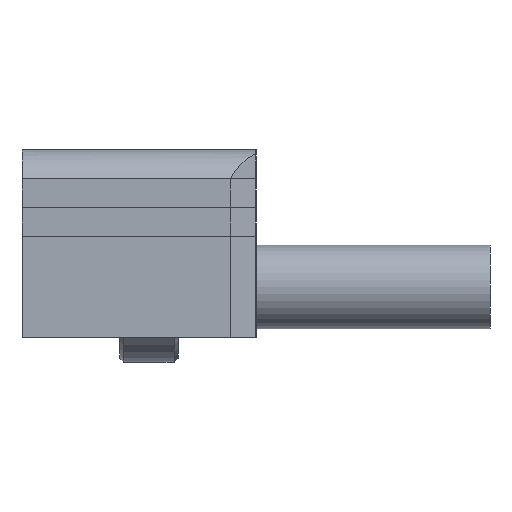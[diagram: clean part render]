
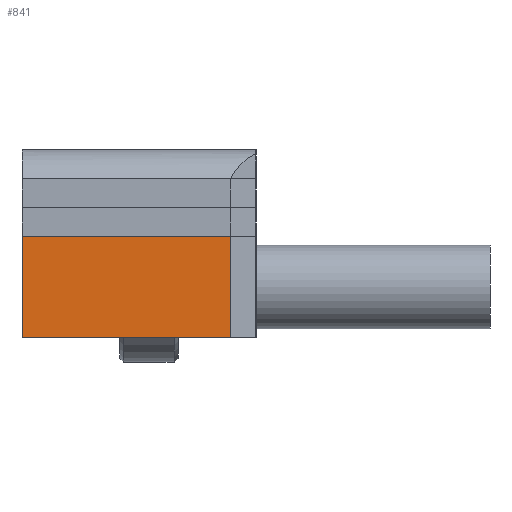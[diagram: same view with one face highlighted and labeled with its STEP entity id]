
A CAD part, left-side view. The second image highlights one B-rep face of the part: STEP entity #841.
In plain terms, the highlighted face is planar.
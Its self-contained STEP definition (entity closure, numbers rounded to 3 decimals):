
#67 = VERTEX_POINT ( 'NONE', #486 ) ;
#149 = DIRECTION ( 'NONE',  ( -1., 0., 0. ) ) ;
#172 = CARTESIAN_POINT ( 'NONE',  ( -2.6, 0., -10. ) ) ;
#306 = CARTESIAN_POINT ( 'NONE',  ( 2.6, -4.2, -10. ) ) ;
#426 = ORIENTED_EDGE ( 'NONE', *, *, #2218, .F. ) ;
#486 = CARTESIAN_POINT ( 'NONE',  ( 2.6, -4.2, -10. ) ) ;
#600 = ORIENTED_EDGE ( 'NONE', *, *, #2729, .F. ) ;
#841 = ADVANCED_FACE ( 'NONE', ( #1853 ), #1519, .T. ) ;
#944 = VERTEX_POINT ( 'NONE', #2582 ) ;
#1177 = CARTESIAN_POINT ( 'NONE',  ( -2.6, 6.5, -10. ) ) ;
#1189 = LINE ( 'NONE', #2483, #2785 ) ;
#1519 = PLANE ( 'NONE',  #2501 ) ;
#1613 = DIRECTION ( 'NONE',  ( 0., 0., -1. ) ) ;
#1662 = EDGE_LOOP ( 'NONE', ( #2954, #2237, #426, #600 ) ) ;
#1793 = VERTEX_POINT ( 'NONE', #1177 ) ;
#1823 = EDGE_CURVE ( 'NONE', #944, #67, #4225, .T. ) ;
#1853 = FACE_OUTER_BOUND ( 'NONE', #1662, .T. ) ;
#2048 = CARTESIAN_POINT ( 'NONE',  ( -2.6, -4.2, -10. ) ) ;
#2198 = CARTESIAN_POINT ( 'NONE',  ( 2.6, 0., -10. ) ) ;
#2218 = EDGE_CURVE ( 'NONE', #1793, #2617, #3164, .T. ) ;
#2237 = ORIENTED_EDGE ( 'NONE', *, *, #2466, .T. ) ;
#2290 = CARTESIAN_POINT ( 'NONE',  ( 2.6, 0., -10. ) ) ;
#2318 = LINE ( 'NONE', #306, #2434 ) ;
#2434 = VECTOR ( 'NONE', #3562, 1000. ) ;
#2466 = EDGE_CURVE ( 'NONE', #67, #2617, #2318, .T. ) ;
#2483 = CARTESIAN_POINT ( 'NONE',  ( 2.6, 6.5, -10. ) ) ;
#2501 = AXIS2_PLACEMENT_3D ( 'NONE', #2290, #1613, #2899 ) ;
#2562 = VECTOR ( 'NONE', #3534, 1000. ) ;
#2582 = CARTESIAN_POINT ( 'NONE',  ( 2.6, 6.5, -10. ) ) ;
#2617 = VERTEX_POINT ( 'NONE', #2048 ) ;
#2729 = EDGE_CURVE ( 'NONE', #944, #1793, #1189, .T. ) ;
#2785 = VECTOR ( 'NONE', #149, 1000. ) ;
#2899 = DIRECTION ( 'NONE',  ( -1., 0., 0. ) ) ;
#2954 = ORIENTED_EDGE ( 'NONE', *, *, #1823, .T. ) ;
#3164 = LINE ( 'NONE', #172, #3840 ) ;
#3534 = DIRECTION ( 'NONE',  ( 0., -1., 0. ) ) ;
#3562 = DIRECTION ( 'NONE',  ( -1., 0., 0. ) ) ;
#3840 = VECTOR ( 'NONE', #4164, 1000. ) ;
#4164 = DIRECTION ( 'NONE',  ( 0., -1., 0. ) ) ;
#4225 = LINE ( 'NONE', #2198, #2562 ) ;
